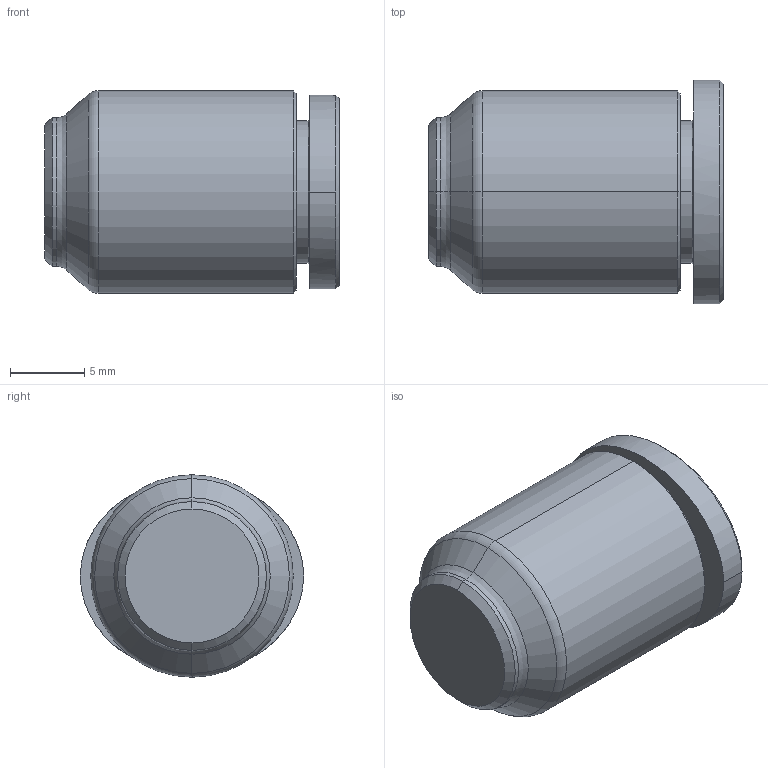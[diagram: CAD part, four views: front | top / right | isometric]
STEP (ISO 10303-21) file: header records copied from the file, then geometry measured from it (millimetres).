
FILE_DESCRIPTION((''),'2;1');
FILE_NAME('GPPF_08(3D).stp','2012-12-26T18:26:30',(''),(''),'Mechanical Desktop.R8.0.24.0','Mechanical Desktop.R8.0.24.0',', , ');
FILE_SCHEMA(('CONFIG_CONTROL_DESIGN'));
Length unit declared in the file: millimetre
Products named in the file (2): GPPF_08(3D); ºÎÇ°1
Assembly tree (1 placements, depth 2):
  GPPF_08(3D)
    ºÎÇ°1
Bounding box: 19.8 x 15 x 13.6 mm (x, y, z)
Volume: 1727.8 mm3; surface area: 1664.9 mm2
Topology: 1 solids, 1 shells, 398 faces, 1116 edges, 739 vertices
Faces by surface type: plane 338, bspline 31, cylinder 17, cone 10, torus 2
Entity records: 13433 total; most frequent: CARTESIAN_POINT 3087, ORIENTED_EDGE 2232, DIRECTION 1954, EDGE_CURVE 1116, VECTOR 1006, LINE 1006, VERTEX_POINT 739, AXIS2_PLACEMENT_3D 474
